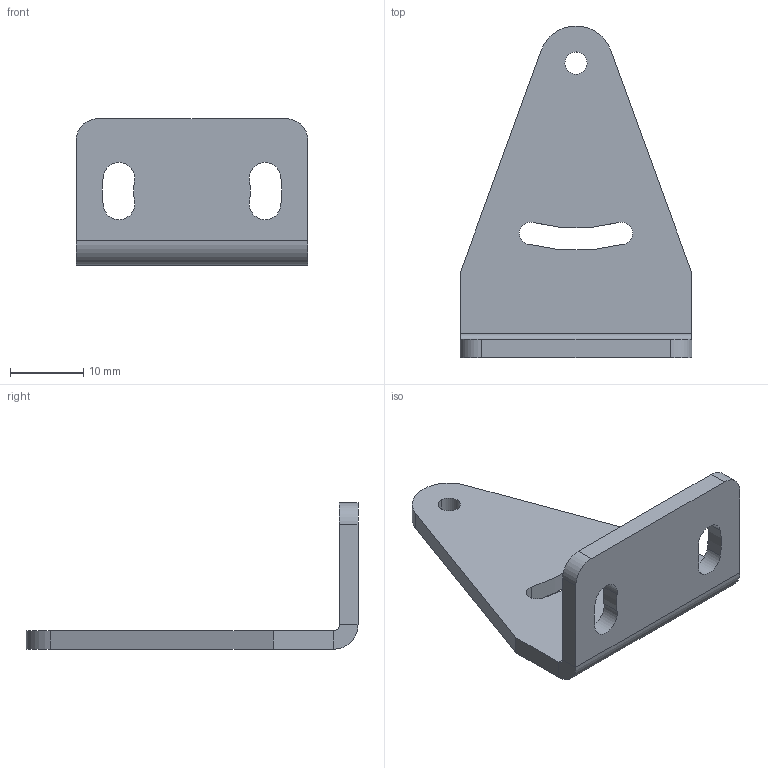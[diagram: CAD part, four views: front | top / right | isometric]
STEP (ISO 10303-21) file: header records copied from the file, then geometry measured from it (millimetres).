
FILE_DESCRIPTION((''),'2;1');
FILE_NAME('155368_ASM','2014-10-08T',('pdmadmin'),(''),'PRO/ENGINEER BY PARAMETRIC TECHNOLOGY CORPORATION, 2013230','PRO/ENGINEER BY PARAMETRIC TECHNOLOGY CORPORATION, 2013230','');
FILE_SCHEMA(('CONFIG_CONTROL_DESIGN'));
Length unit declared in the file: inch
Products named in the file (2): 12809; 155368_ASM
Assembly tree (1 placements, depth 2):
  155368_ASM
    12809
Bounding box: 31.75 x 45.47 x 20.07 mm (x, y, z)
Volume: 3640.4 mm3; surface area: 3498.3 mm2
Topology: 1 solids, 1 shells, 33 faces, 85 edges, 54 vertices
Faces by surface type: cylinder 20, plane 13
Entity records: 1100 total; most frequent: DIRECTION 197, CARTESIAN_POINT 175, ORIENTED_EDGE 170, EDGE_CURVE 85, AXIS2_PLACEMENT_3D 76, VERTEX_POINT 54, VECTOR 45, LINE 45
